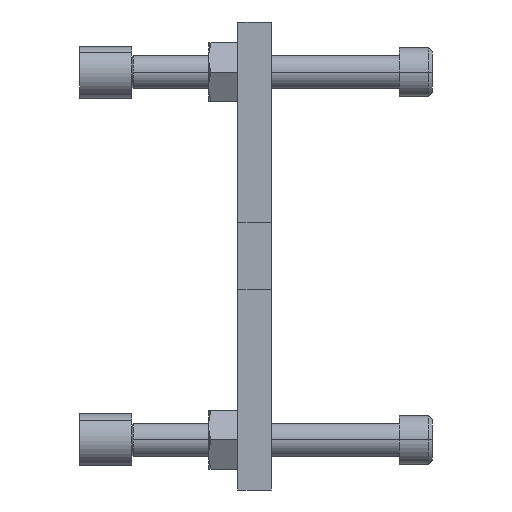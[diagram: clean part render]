
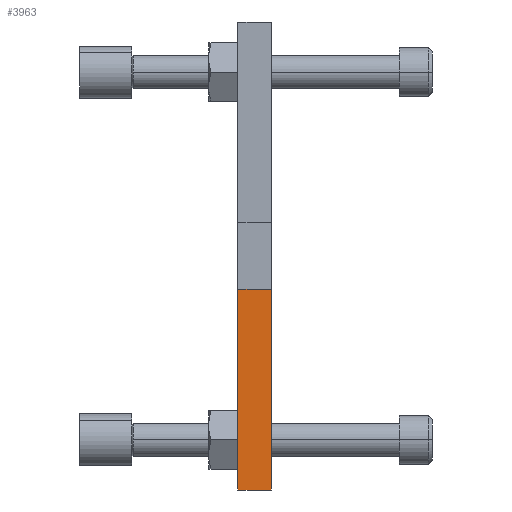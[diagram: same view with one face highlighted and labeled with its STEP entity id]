
A CAD part, left-side view. The second image highlights one B-rep face of the part: STEP entity #3963.
In plain terms, the highlighted planar face has unit normal (-1, 0, 0).
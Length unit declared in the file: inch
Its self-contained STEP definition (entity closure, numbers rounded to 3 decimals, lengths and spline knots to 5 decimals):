
#224 = LINE ( 'NONE', #3269, #229 ) ;
#229 = VECTOR ( 'NONE', #3230, 39.37008 ) ;
#234 = LINE ( 'NONE', #3223, #239 ) ;
#239 = VECTOR ( 'NONE', #3224, 39.37008 ) ;
#369 = LINE ( 'NONE', #3281, #375 ) ;
#375 = VECTOR ( 'NONE', #952, 39.37008 ) ;
#385 = CARTESIAN_POINT ( 'NONE',  ( 0., 0.25, -3.5 ) ) ;
#576 = CARTESIAN_POINT ( 'NONE',  ( 0., 0.25, -2. ) ) ;
#586 = CARTESIAN_POINT ( 'NONE',  ( 0., 0., -3.5 ) ) ;
#745 = CARTESIAN_POINT ( 'NONE',  ( 0., 0., -2. ) ) ;
#952 = DIRECTION ( 'NONE',  ( 0., 0., 1. ) ) ;
#996 = EDGE_LOOP ( 'NONE', ( #2497, #2496, #2525, #2524 ) ) ;
#1128 = VERTEX_POINT ( 'NONE', #385 ) ;
#1190 = VERTEX_POINT ( 'NONE', #745 ) ;
#1249 = VERTEX_POINT ( 'NONE', #576 ) ;
#1306 = VERTEX_POINT ( 'NONE', #586 ) ;
#1586 = CARTESIAN_POINT ( 'NONE',  ( 0., 0., 0. ) ) ;
#1590 = DIRECTION ( 'NONE',  ( 0., 0., 1. ) ) ;
#1653 = CARTESIAN_POINT ( 'NONE',  ( 0., 0.25, 0. ) ) ;
#1680 = PLANE ( 'NONE',  #3401 ) ;
#1681 = DIRECTION ( 'NONE',  ( 1., 0., 0. ) ) ;
#1682 = DIRECTION ( 'NONE',  ( 0., 0., -1. ) ) ;
#2496 = ORIENTED_EDGE ( 'NONE', *, *, #2821, .T. ) ;
#2497 = ORIENTED_EDGE ( 'NONE', *, *, #3856, .T. ) ;
#2524 = ORIENTED_EDGE ( 'NONE', *, *, #2826, .T. ) ;
#2525 = ORIENTED_EDGE ( 'NONE', *, *, #3812, .F. ) ;
#2821 = EDGE_CURVE ( 'NONE', #1190, #1249, #224, .T. ) ;
#2826 = EDGE_CURVE ( 'NONE', #1128, #1306, #234, .T. ) ;
#3223 = CARTESIAN_POINT ( 'NONE',  ( 0., 0.25, -3.5 ) ) ;
#3224 = DIRECTION ( 'NONE',  ( 0., -1., 0. ) ) ;
#3230 = DIRECTION ( 'NONE',  ( 0., 1., 0. ) ) ;
#3269 = CARTESIAN_POINT ( 'NONE',  ( 0., 0., -2. ) ) ;
#3281 = CARTESIAN_POINT ( 'NONE',  ( 0., 0.25, 0. ) ) ;
#3401 = AXIS2_PLACEMENT_3D ( 'NONE', #1653, #1681, #1682 ) ;
#3812 = EDGE_CURVE ( 'NONE', #1128, #1249, #369, .T. ) ;
#3856 = EDGE_CURVE ( 'NONE', #1306, #1190, #4141, .T. ) ;
#3963 = ADVANCED_FACE ( 'NONE', ( #4202 ), #1680, .F. ) ;
#4075 = VECTOR ( 'NONE', #1590, 39.37008 ) ;
#4141 = LINE ( 'NONE', #1586, #4075 ) ;
#4202 = FACE_OUTER_BOUND ( 'NONE', #996, .T. ) ;
